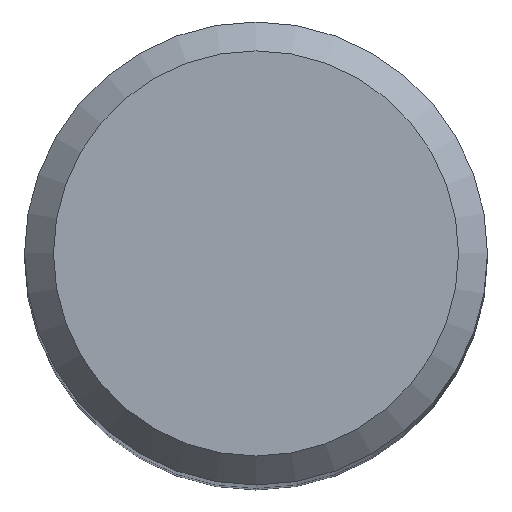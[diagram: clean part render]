
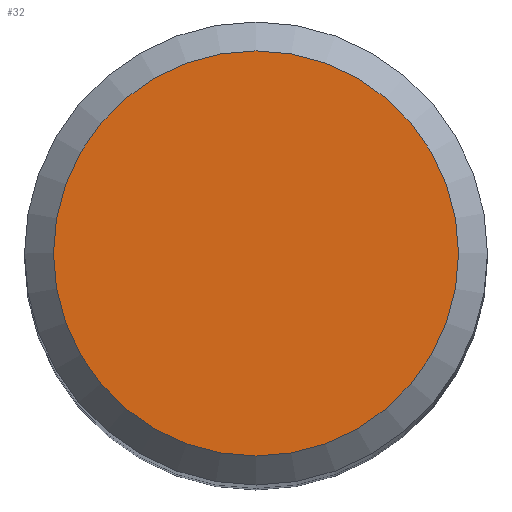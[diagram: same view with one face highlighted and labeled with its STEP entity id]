
A CAD part, top view. The second image highlights one B-rep face of the part: STEP entity #32.
In plain terms, the highlighted planar face has unit normal (0, 0, 1).
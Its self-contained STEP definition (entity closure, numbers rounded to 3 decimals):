
#4 = CARTESIAN_POINT ( 'NONE',  ( 0., 7., 100. ) ) ;
#23 = CARTESIAN_POINT ( 'NONE',  ( 0., 0., 100. ) ) ;
#31 = CARTESIAN_POINT ( 'NONE',  ( 0., 0., 100. ) ) ;
#32 = ADVANCED_FACE ( 'NONE', ( #147 ), #132, .F. ) ;
#41 = AXIS2_PLACEMENT_3D ( 'NONE', #31, #163, #125 ) ;
#47 = DIRECTION ( 'NONE',  ( 0., 1., 0. ) ) ;
#72 = ORIENTED_EDGE ( 'NONE', *, *, #190, .F. ) ;
#89 = AXIS2_PLACEMENT_3D ( 'NONE', #23, #156, #47 ) ;
#122 = CIRCLE ( 'NONE', #41, 7. ) ;
#125 = DIRECTION ( 'NONE',  ( 0., 1., 0. ) ) ;
#132 = PLANE ( 'NONE',  #89 ) ;
#147 = FACE_OUTER_BOUND ( 'NONE', #169, .T. ) ;
#156 = DIRECTION ( 'NONE',  ( 0., 0., -1. ) ) ;
#163 = DIRECTION ( 'NONE',  ( 0., 0., -1. ) ) ;
#169 = EDGE_LOOP ( 'NONE', ( #72 ) ) ;
#183 = VERTEX_POINT ( 'NONE', #4 ) ;
#190 = EDGE_CURVE ( 'NONE', #183, #183, #122, .T. ) ;
